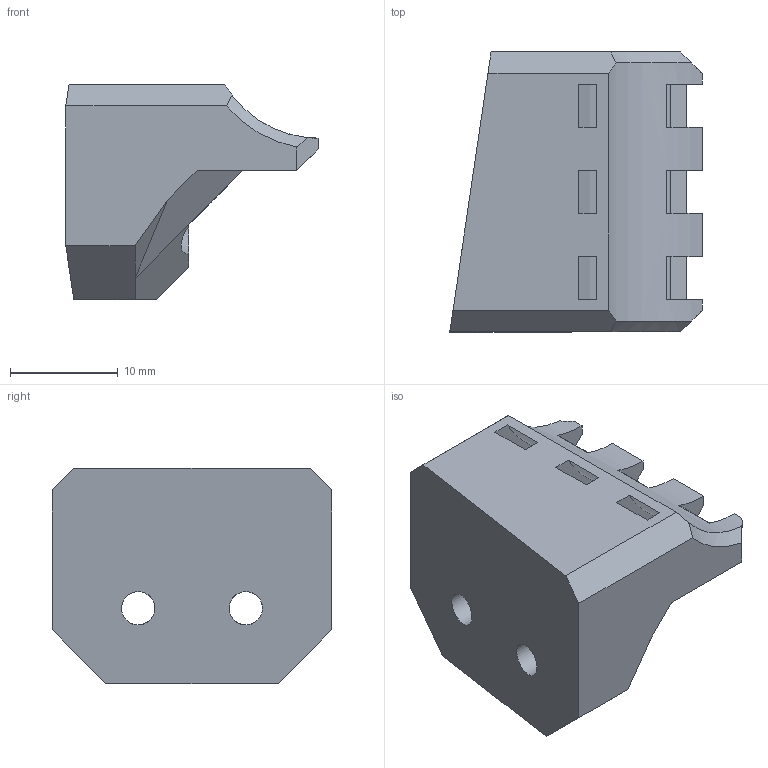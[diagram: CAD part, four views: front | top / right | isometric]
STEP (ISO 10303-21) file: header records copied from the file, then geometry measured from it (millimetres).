
FILE_DESCRIPTION(/* description */ (''),/* implementation_level */ '2;1');
FILE_NAME(/* name */ 'Bed Cable Relief V1.0.step',/* time_stamp */ '2021-03-04T16:12:45+00:00',/* author */ (''),/* organization */ (''),/* preprocessor_version */ 'ST-DEVELOPER v18.1',/* originating_system */ 'Autodesk Translation Framework v9.10.0.1330',/* authorisation */ '');
FILE_SCHEMA (('AUTOMOTIVE_DESIGN { 1 0 10303 214 3 1 1 }'));
Length unit declared in the file: millimetre
Products named in the file (1): bed_cable_relief
Bounding box: 23.43 x 26 x 20 mm (x, y, z)
Volume: 5749.3 mm3; surface area: 2778.5 mm2
Topology: 1 solids, 1 shells, 52 faces, 153 edges, 100 vertices
Faces by surface type: plane 36, cylinder 14, cone 2
Full cylindrical faces by diameter (mm): 3.1 x2, 5.6 x2
Entity records: 1797 total; most frequent: CARTESIAN_POINT 316, ORIENTED_EDGE 306, DIRECTION 303, EDGE_CURVE 153, LINE 101, VECTOR 101, AXIS2_PLACEMENT_3D 101, VERTEX_POINT 100
